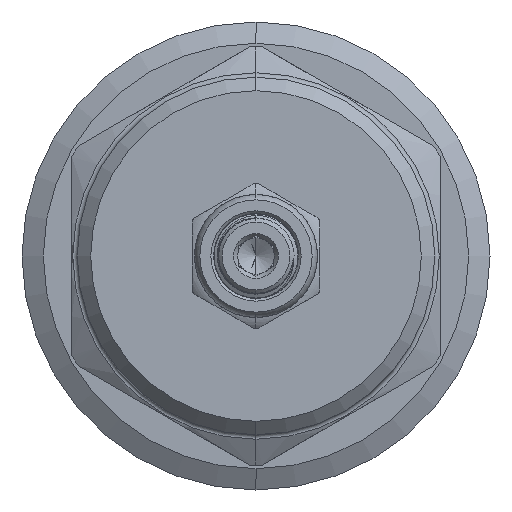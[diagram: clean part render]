
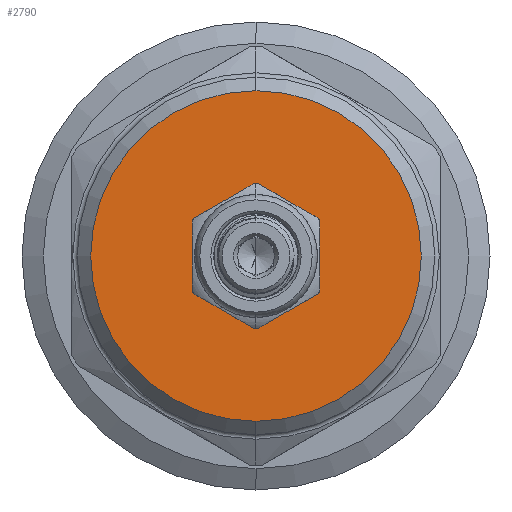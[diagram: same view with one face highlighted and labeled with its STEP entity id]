
A CAD part, left-side view. The second image highlights one B-rep face of the part: STEP entity #2790.
In plain terms, the highlighted planar face has unit normal (-1, 0, 0).
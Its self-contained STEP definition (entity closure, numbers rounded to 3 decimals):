
#112 = EDGE_CURVE ( 'NONE', #5491, #5478, #4952, .T. ) ;
#192 = EDGE_CURVE ( 'NONE', #5176, #5147, #6061, .T. ) ;
#517 = CIRCLE ( 'NONE', #11074, 18.5 ) ;
#1282 = ORIENTED_EDGE ( 'NONE', *, *, #192, .T. ) ;
#1526 = ORIENTED_EDGE ( 'NONE', *, *, #18974, .T. ) ;
#1542 = ORIENTED_EDGE ( 'NONE', *, *, #112, .T. ) ;
#1565 = ORIENTED_EDGE ( 'NONE', *, *, #10519, .T. ) ;
#2336 = CARTESIAN_POINT ( 'NONE',  ( -20., 0., -18.5 ) ) ;
#2377 = CARTESIAN_POINT ( 'NONE',  ( -20., 0., 18.5 ) ) ;
#2790 = ADVANCED_FACE ( 'NONE', ( #6329, #6316 ), #8362, .T. ) ;
#4560 = EDGE_LOOP ( 'NONE', ( #1526, #1282 ) ) ;
#4668 = EDGE_LOOP ( 'NONE', ( #1565, #1542 ) ) ;
#4952 = CIRCLE ( 'NONE', #10591, 6.875 ) ;
#5147 = VERTEX_POINT ( 'NONE', #2336 ) ;
#5176 = VERTEX_POINT ( 'NONE', #2377 ) ;
#5478 = VERTEX_POINT ( 'NONE', #18007 ) ;
#5491 = VERTEX_POINT ( 'NONE', #18019 ) ;
#6061 = CIRCLE ( 'NONE', #10616, 18.5 ) ;
#6316 = FACE_OUTER_BOUND ( 'NONE', #4560, .T. ) ;
#6329 = FACE_BOUND ( 'NONE', #4668, .T. ) ;
#7092 = CIRCLE ( 'NONE', #10942, 6.875 ) ;
#8356 = CARTESIAN_POINT ( 'NONE',  ( -20., 0., 0. ) ) ;
#8362 = PLANE ( 'NONE',  #10822 ) ;
#8365 = DIRECTION ( 'NONE',  ( -1., 0., 0. ) ) ;
#8367 = DIRECTION ( 'NONE',  ( 0., 0., 1. ) ) ;
#8583 = DIRECTION ( 'NONE',  ( 0., 0., 1. ) ) ;
#8585 = DIRECTION ( 'NONE',  ( -1., 0., 0. ) ) ;
#8587 = CARTESIAN_POINT ( 'NONE',  ( -20., 0., 0. ) ) ;
#10267 = DIRECTION ( 'NONE',  ( 0., 0., -1. ) ) ;
#10268 = DIRECTION ( 'NONE',  ( 1., 0., 0. ) ) ;
#10269 = CARTESIAN_POINT ( 'NONE',  ( -20., 0., 0. ) ) ;
#10519 = EDGE_CURVE ( 'NONE', #5478, #5491, #7092, .T. ) ;
#10591 = AXIS2_PLACEMENT_3D ( 'NONE', #10269, #10268, #10267 ) ;
#10616 = AXIS2_PLACEMENT_3D ( 'NONE', #8587, #8585, #8583 ) ;
#10822 = AXIS2_PLACEMENT_3D ( 'NONE', #8356, #8365, #8367 ) ;
#10942 = AXIS2_PLACEMENT_3D ( 'NONE', #18831, #18832, #18833 ) ;
#11074 = AXIS2_PLACEMENT_3D ( 'NONE', #17492, #17493, #17494 ) ;
#17492 = CARTESIAN_POINT ( 'NONE',  ( -20., 0., 0. ) ) ;
#17493 = DIRECTION ( 'NONE',  ( -1., 0., 0. ) ) ;
#17494 = DIRECTION ( 'NONE',  ( 0., 0., 1. ) ) ;
#18007 = CARTESIAN_POINT ( 'NONE',  ( -20., 0., 6.875 ) ) ;
#18019 = CARTESIAN_POINT ( 'NONE',  ( -20., 0., -6.875 ) ) ;
#18831 = CARTESIAN_POINT ( 'NONE',  ( -20., 0., 0. ) ) ;
#18832 = DIRECTION ( 'NONE',  ( 1., 0., 0. ) ) ;
#18833 = DIRECTION ( 'NONE',  ( 0., 0., -1. ) ) ;
#18974 = EDGE_CURVE ( 'NONE', #5147, #5176, #517, .T. ) ;
